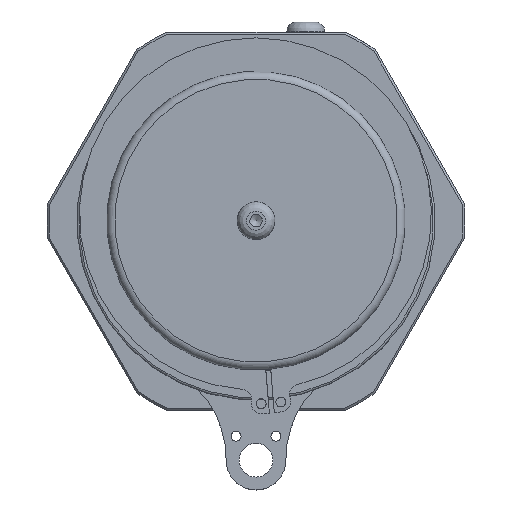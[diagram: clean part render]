
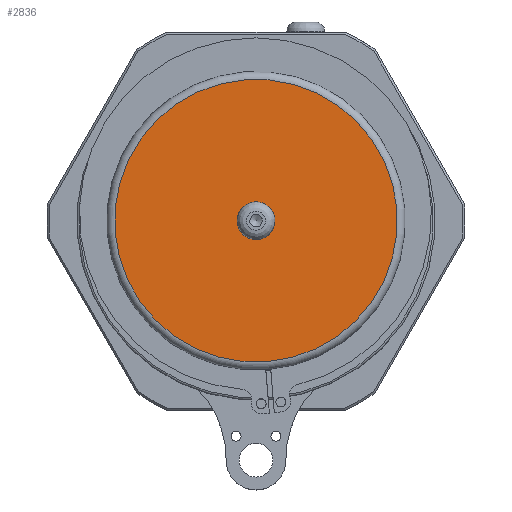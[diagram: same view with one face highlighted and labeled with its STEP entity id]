
A CAD part, top view. The second image highlights one B-rep face of the part: STEP entity #2836.
In plain terms, the highlighted planar face has unit normal (0, 0, 1).
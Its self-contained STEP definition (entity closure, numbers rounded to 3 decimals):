
#130=FACE_BOUND('',#532,.T.);
#204=PLANE('',#3183);
#351=FACE_OUTER_BOUND('',#531,.T.);
#531=EDGE_LOOP('',(#2447,#2448));
#532=EDGE_LOOP('',(#2449,#2450));
#866=CIRCLE('',#2900,2.5);
#870=CIRCLE('',#2904,2.5);
#1017=CIRCLE('',#3184,35.5);
#1018=CIRCLE('',#3185,35.5);
#1059=VERTEX_POINT('',#4127);
#1060=VERTEX_POINT('',#4128);
#1288=VERTEX_POINT('',#5055);
#1289=VERTEX_POINT('',#5056);
#1341=EDGE_CURVE('',#1059,#1060,#866,.T.);
#1346=EDGE_CURVE('',#1060,#1059,#870,.T.);
#1680=EDGE_CURVE('',#1288,#1289,#1017,.T.);
#1681=EDGE_CURVE('',#1289,#1288,#1018,.T.);
#2447=ORIENTED_EDGE('',*,*,#1680,.T.);
#2448=ORIENTED_EDGE('',*,*,#1681,.T.);
#2449=ORIENTED_EDGE('',*,*,#1341,.F.);
#2450=ORIENTED_EDGE('',*,*,#1346,.F.);
#2836=ADVANCED_FACE('',(#351,#130),#204,.T.);
#2900=AXIS2_PLACEMENT_3D('',#4129,#3299,#3300);
#2904=AXIS2_PLACEMENT_3D('',#4137,#3308,#3309);
#3183=AXIS2_PLACEMENT_3D('',#5054,#3995,#3996);
#3184=AXIS2_PLACEMENT_3D('',#5057,#3997,#3998);
#3185=AXIS2_PLACEMENT_3D('',#5058,#3999,#4000);
#3299=DIRECTION('center_axis',(0.,0.,
1.));
#3300=DIRECTION('ref_axis',(-0.997,-0.082,0.));
#3308=DIRECTION('center_axis',(0.,0.,
1.));
#3309=DIRECTION('ref_axis',(-0.997,-0.082,0.));
#3995=DIRECTION('center_axis',(0.,0.,
1.));
#3996=DIRECTION('ref_axis',(0.997,0.082,0.));
#3997=DIRECTION('center_axis',(0.,0.,
1.));
#3998=DIRECTION('ref_axis',(-0.997,-0.082,0.));
#3999=DIRECTION('center_axis',(0.,0.,
1.));
#4000=DIRECTION('ref_axis',(-0.997,-0.082,0.));
#4127=CARTESIAN_POINT('',(-0.205,2.492,51.768));
#4128=CARTESIAN_POINT('',(0.205,-2.492,51.768));
#4129=CARTESIAN_POINT('Origin',(0.,0.,
51.768));
#4137=CARTESIAN_POINT('Origin',(0.,0.,
51.768));
#5054=CARTESIAN_POINT('Origin',(-0.205,2.492,51.768));
#5055=CARTESIAN_POINT('',(-2.911,35.38,51.768));
#5056=CARTESIAN_POINT('',(-35.38,-2.911,51.768));
#5057=CARTESIAN_POINT('Origin',(0.,0.,
51.768));
#5058=CARTESIAN_POINT('Origin',(0.,0.,
51.768));
